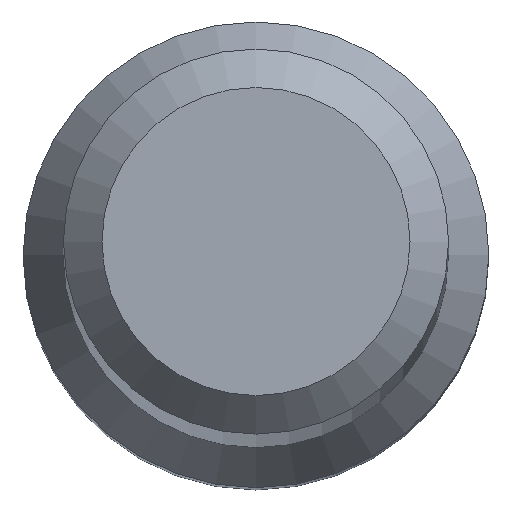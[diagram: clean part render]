
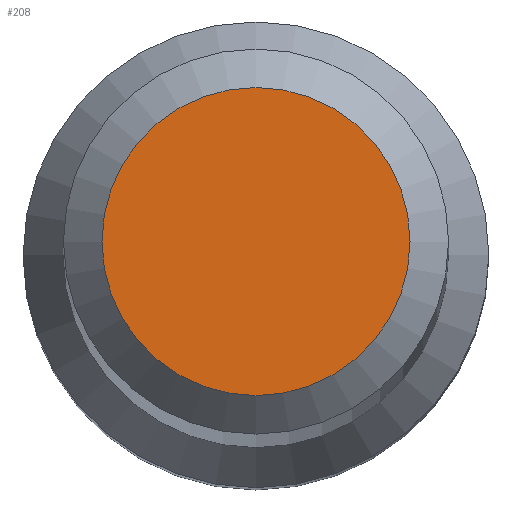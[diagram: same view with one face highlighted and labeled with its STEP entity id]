
A CAD part, top view. The second image highlights one B-rep face of the part: STEP entity #208.
In plain terms, the highlighted planar face has unit normal (0, 0, 1).
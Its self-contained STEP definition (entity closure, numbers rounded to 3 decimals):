
#16 = ORIENTED_EDGE ( 'NONE', *, *, #77, .F. ) ;
#17 = CIRCLE ( 'NONE', #68, 1.2 ) ;
#26 = EDGE_LOOP ( 'NONE', ( #16 ) ) ;
#42 = DIRECTION ( 'NONE',  ( 0., 0., 1. ) ) ;
#61 = PLANE ( 'NONE',  #144 ) ;
#68 = AXIS2_PLACEMENT_3D ( 'NONE', #69, #87, #73 ) ;
#69 = CARTESIAN_POINT ( 'NONE',  ( 0., 0., 70. ) ) ;
#73 = DIRECTION ( 'NONE',  ( 0., 1., 0. ) ) ;
#77 = EDGE_CURVE ( 'NONE', #204, #204, #17, .T. ) ;
#79 = FACE_OUTER_BOUND ( 'NONE', #26, .T. ) ;
#87 = DIRECTION ( 'NONE',  ( 0., 0., -1. ) ) ;
#95 = CARTESIAN_POINT ( 'NONE',  ( 0., 1.2, 70. ) ) ;
#144 = AXIS2_PLACEMENT_3D ( 'NONE', #220, #42, #203 ) ;
#203 = DIRECTION ( 'NONE',  ( 0., -1., 0. ) ) ;
#204 = VERTEX_POINT ( 'NONE', #95 ) ;
#208 = ADVANCED_FACE ( 'NONE', ( #79 ), #61, .T. ) ;
#220 = CARTESIAN_POINT ( 'NONE',  ( 0., 0., 70. ) ) ;
